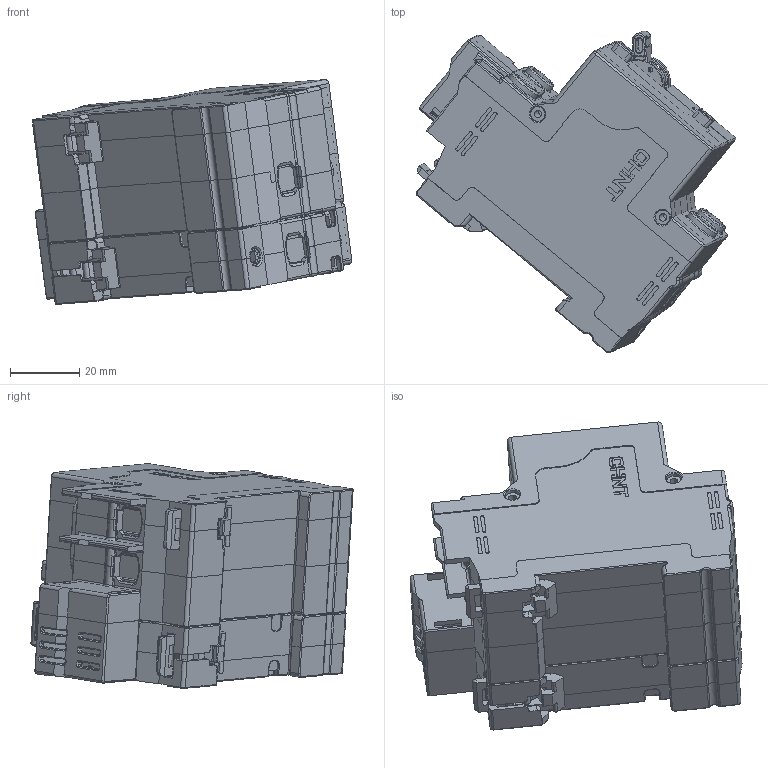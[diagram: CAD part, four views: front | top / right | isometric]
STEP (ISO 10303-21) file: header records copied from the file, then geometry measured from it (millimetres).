
FILE_DESCRIPTION((''),'2;1');
FILE_NAME('NXBLE-63_1P_N','2023-07-26T17:03:12',('yindm'),(''),'CREO PARAMETRIC BY PTC INC, 2020044','CREO PARAMETRIC BY PTC INC, 2020044','');
FILE_SCHEMA(('CONFIG_CONTROL_DESIGN','SHAPE_APPEARANCE_LAYERS_GROUPS'));
Products named in the file (1): NXBLE-63_1P_N
Bounding box: 92.42 x 93.18 x 65.03 mm (x, y, z)
Volume: 169155.3 mm3; surface area: 119352.8 mm2
Topology: 2 solids, 39 shells, 4933 faces, 13787 edges, 8943 vertices
Faces by surface type: plane 2865, cylinder 1355, cone 240, bspline 176, torus 165, extrusion 117, sphere 15
Entity records: 170109 total; most frequent: CARTESIAN_POINT 43159, ORIENTED_EDGE 27335, DIRECTION 25283, EDGE_CURVE 13752, VECTOR 9509, LINE 9392, VERTEX_POINT 8943, AXIS2_PLACEMENT_3D 7887
